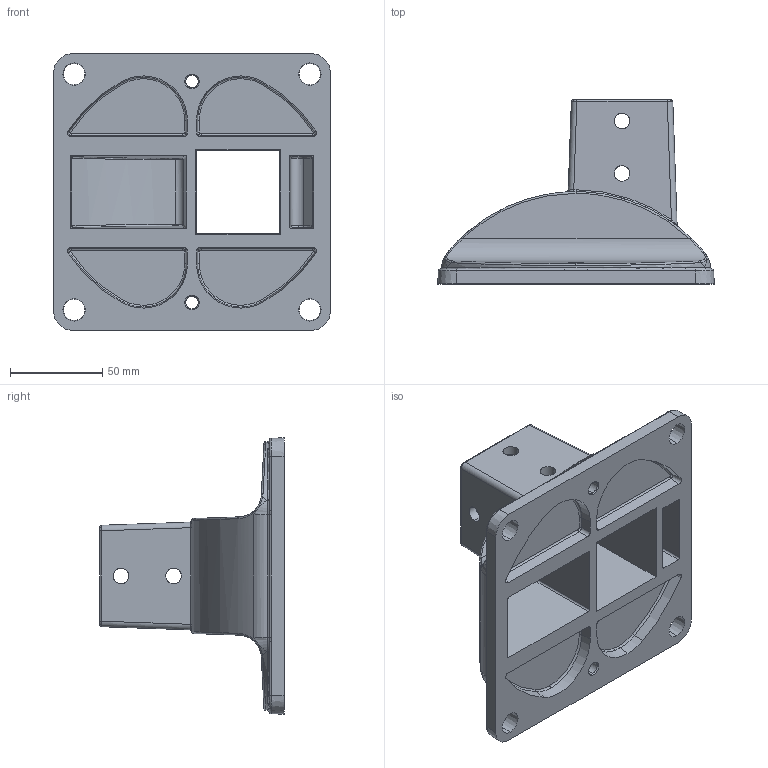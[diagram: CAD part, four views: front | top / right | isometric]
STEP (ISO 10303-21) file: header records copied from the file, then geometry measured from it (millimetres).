
FILE_DESCRIPTION (( 'STEP AP214' ), '1' );
FILE_NAME ('098g45150a.STEP', '2014-08-20T09:54:37', ( '' ), ( '' ), 'SwSTEP 2.0', 'SolidWorks 2014', '' );
FILE_SCHEMA (( 'AUTOMOTIVE_DESIGN' ));
Length unit declared in the file: millimetre
Products named in the file (1): 098g45150a
Bounding box: 150 x 100 x 150 mm (x, y, z)
Volume: 336256.7 mm3; surface area: 97696.6 mm2
Topology: 1 solids, 1 shells, 252 faces, 604 edges, 361 vertices
Faces by surface type: bspline 74, cylinder 73, plane 48, cone 32, torus 21, sphere 4
Entity records: 9682 total; most frequent: CARTESIAN_POINT 4353, ORIENTED_EDGE 1208, DIRECTION 976, EDGE_CURVE 604, AXIS2_PLACEMENT_3D 390, VERTEX_POINT 361, EDGE_LOOP 289, ADVANCED_FACE 252
